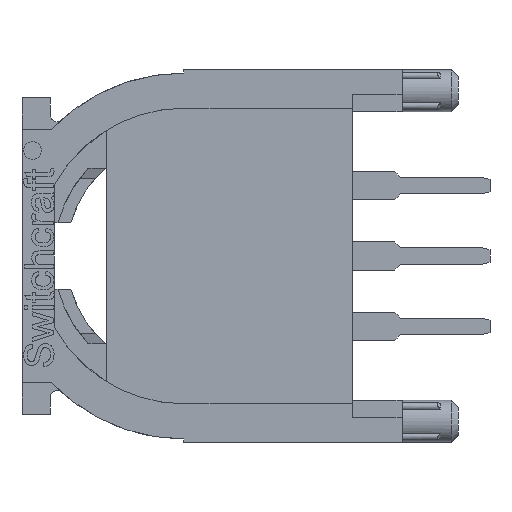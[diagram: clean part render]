
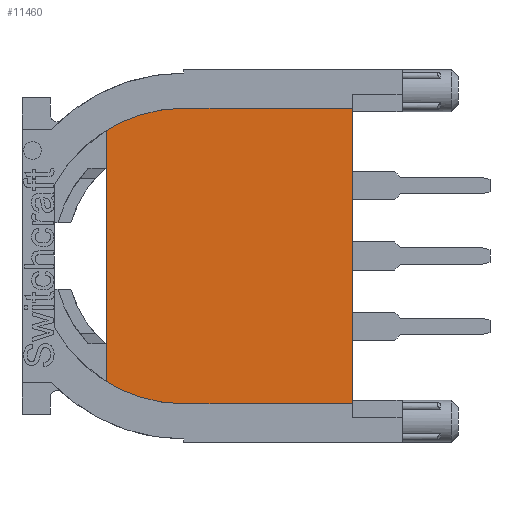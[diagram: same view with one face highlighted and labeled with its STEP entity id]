
A CAD part, left-side view. The second image highlights one B-rep face of the part: STEP entity #11460.
In plain terms, the highlighted planar face has unit normal (-1, 0, 0).
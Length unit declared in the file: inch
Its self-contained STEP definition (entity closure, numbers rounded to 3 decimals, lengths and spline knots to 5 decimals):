
#71 = ORIENTED_EDGE ( 'NONE', *, *, #19075, .F. ) ;
#378 = DIRECTION ( 'NONE',  ( 0., 0., 1. ) ) ;
#611 = VERTEX_POINT ( 'NONE', #6308 ) ;
#691 = DIRECTION ( 'NONE',  ( -1., 0., 0. ) ) ;
#787 = AXIS2_PLACEMENT_3D ( 'NONE', #7557, #7648, #378 ) ;
#828 = FACE_OUTER_BOUND ( 'NONE', #19547, .T. ) ;
#1075 = AXIS2_PLACEMENT_3D ( 'NONE', #10115, #691, #11602 ) ;
#1119 = ORIENTED_EDGE ( 'NONE', *, *, #5694, .T. ) ;
#1229 = DIRECTION ( 'NONE',  ( 0., 0., 1. ) ) ;
#1252 = DIRECTION ( 'NONE',  ( -1., 0., 0. ) ) ;
#1267 = CARTESIAN_POINT ( 'NONE',  ( 0.22, -0.19, 0.21 ) ) ;
#1490 = PLANE ( 'NONE',  #15460 ) ;
#1685 = VERTEX_POINT ( 'NONE', #19015 ) ;
#2507 = VERTEX_POINT ( 'NONE', #7771 ) ;
#2719 = DIRECTION ( 'NONE',  ( 0., 0., -1. ) ) ;
#2756 = CARTESIAN_POINT ( 'NONE',  ( 0.22, -0.24, -0.265 ) ) ;
#2833 = DIRECTION ( 'NONE',  ( 0., 0., -1. ) ) ;
#2968 = CIRCLE ( 'NONE', #1075, 0.21 ) ;
#3073 = EDGE_CURVE ( 'NONE', #15103, #611, #15399, .T. ) ;
#5694 = EDGE_CURVE ( 'NONE', #9806, #2507, #9980, .T. ) ;
#6248 = ORIENTED_EDGE ( 'NONE', *, *, #3073, .F. ) ;
#6308 = CARTESIAN_POINT ( 'NONE',  ( 0.22, -0.24, -0.21 ) ) ;
#7211 = ORIENTED_EDGE ( 'NONE', *, *, #15274, .T. ) ;
#7557 = CARTESIAN_POINT ( 'NONE',  ( 0.22, 0., 0. ) ) ;
#7648 = DIRECTION ( 'NONE',  ( -1., 0., 0. ) ) ;
#7771 = CARTESIAN_POINT ( 'NONE',  ( 0.22, 0., -0.21 ) ) ;
#7825 = VECTOR ( 'NONE', #2833, 39.37008 ) ;
#7993 = LINE ( 'NONE', #9113, #7825 ) ;
#8021 = VECTOR ( 'NONE', #16747, 39.37008 ) ;
#8207 = LINE ( 'NONE', #15151, #8021 ) ;
#8342 = VECTOR ( 'NONE', #12189, 39.37008 ) ;
#8375 = CARTESIAN_POINT ( 'NONE',  ( 0.22, 0., 0.21 ) ) ;
#8560 = LINE ( 'NONE', #19558, #8342 ) ;
#9113 = CARTESIAN_POINT ( 'NONE',  ( 0.22, 0.11, 0.21 ) ) ;
#9291 = ORIENTED_EDGE ( 'NONE', *, *, #14495, .T. ) ;
#9769 = VERTEX_POINT ( 'NONE', #8375 ) ;
#9806 = VERTEX_POINT ( 'NONE', #19150 ) ;
#9980 = CIRCLE ( 'NONE', #787, 0.21 ) ;
#10115 = CARTESIAN_POINT ( 'NONE',  ( 0.22, 0., 0. ) ) ;
#11460 = ADVANCED_FACE ( 'NONE', ( #828 ), #1490, .T. ) ;
#11602 = DIRECTION ( 'NONE',  ( 0., 0., 1. ) ) ;
#12189 = DIRECTION ( 'NONE',  ( 0., 1., 0. ) ) ;
#14495 = EDGE_CURVE ( 'NONE', #15103, #9769, #8560, .T. ) ;
#15103 = VERTEX_POINT ( 'NONE', #17528 ) ;
#15151 = CARTESIAN_POINT ( 'NONE',  ( 0.22, -0.16, -0.21 ) ) ;
#15274 = EDGE_CURVE ( 'NONE', #1685, #9806, #7993, .T. ) ;
#15399 = LINE ( 'NONE', #2756, #15453 ) ;
#15453 = VECTOR ( 'NONE', #2719, 39.37008 ) ;
#15460 = AXIS2_PLACEMENT_3D ( 'NONE', #1267, #1252, #1229 ) ;
#16747 = DIRECTION ( 'NONE',  ( 0., 1., 0. ) ) ;
#16916 = EDGE_CURVE ( 'NONE', #9769, #1685, #2968, .T. ) ;
#17528 = CARTESIAN_POINT ( 'NONE',  ( 0.22, -0.24, 0.21 ) ) ;
#19015 = CARTESIAN_POINT ( 'NONE',  ( 0.22, 0.11, 0.17889 ) ) ;
#19075 = EDGE_CURVE ( 'NONE', #611, #2507, #8207, .T. ) ;
#19150 = CARTESIAN_POINT ( 'NONE',  ( 0.22, 0.11, -0.17889 ) ) ;
#19547 = EDGE_LOOP ( 'NONE', ( #19603, #7211, #1119, #71, #6248, #9291 ) ) ;
#19558 = CARTESIAN_POINT ( 'NONE',  ( 0.22, -0.19, 0.21 ) ) ;
#19603 = ORIENTED_EDGE ( 'NONE', *, *, #16916, .T. ) ;
